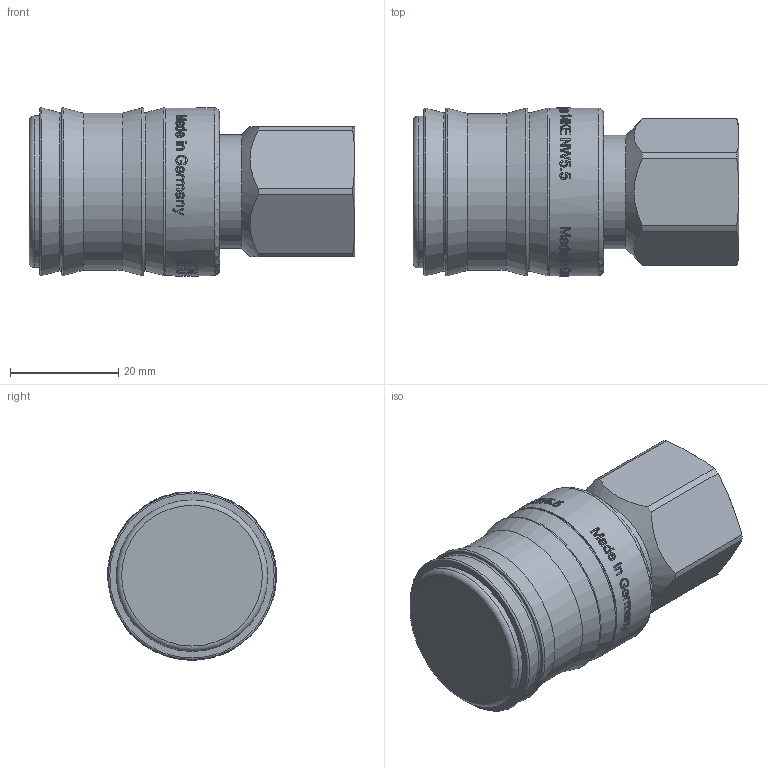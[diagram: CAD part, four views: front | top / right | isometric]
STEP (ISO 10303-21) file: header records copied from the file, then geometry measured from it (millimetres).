
FILE_DESCRIPTION(/* description */ (''),/* implementation_level */ '2;1');
FILE_NAME(/* name */ '14keiw21mpn.stp',/* time_stamp */ '2021-06-15T09:57:02+02:00',/* author */ ('IA176480'),/* organization */ (''),/* preprocessor_version */ 'ST-DEVELOPER v17.2',/* originating_system */ 'Autodesk Inventor 2019',/* authorisation */ '');
FILE_SCHEMA (('CONFIG_CONTROL_DESIGN'));
Products named in the file (1): 14KEIW21MPN
Bounding box: 60.23 x 31.2 x 31.1 mm (x, y, z)
Volume: 32374.5 mm3; surface area: 8206.1 mm2
Topology: 1 solids, 5 shells, 541 faces, 1462 edges, 979 vertices
Faces by surface type: bspline 250, plane 210, cylinder 61, cone 12, torus 8
Full cylindrical faces by diameter (mm): 18.631 x1, 21 x1, 28 x1, 29 x1, 31 x1
Entity records: 72606 total; most frequent: CARTESIAN_POINT 60292, ORIENTED_EDGE 2924, DIRECTION 1555, EDGE_CURVE 1462, VERTEX_POINT 979, B_SPLINE_CURVE_WITH_KNOTS 672, EDGE_LOOP 589, LINE 573
